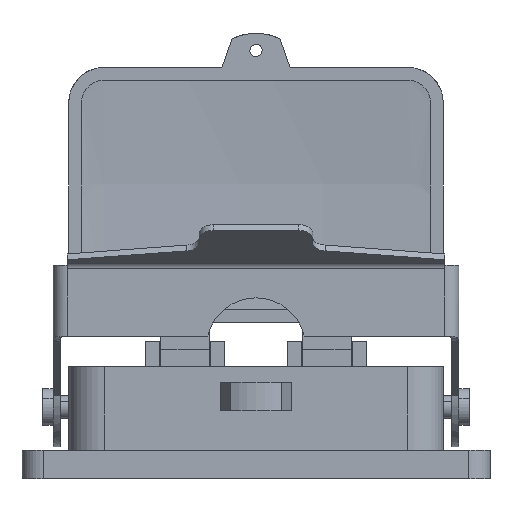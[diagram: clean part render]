
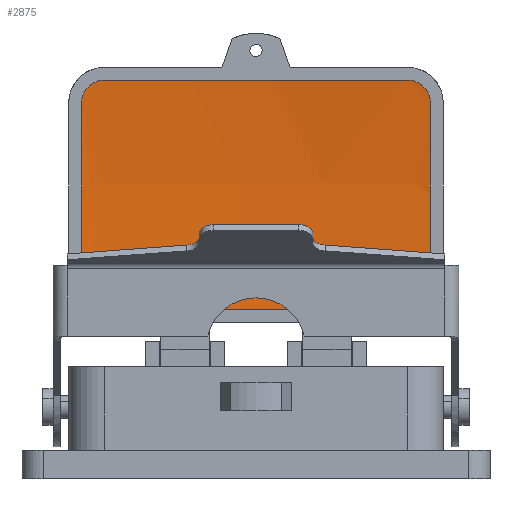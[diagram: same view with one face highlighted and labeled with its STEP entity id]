
A CAD part, left-side view. The second image highlights one B-rep face of the part: STEP entity #2875.
In plain terms, the highlighted face is a revolution surface.
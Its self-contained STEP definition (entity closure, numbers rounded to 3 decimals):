
#2377=CARTESIAN_POINT('Control Point',(133.129,29.,140.5)) ;
#2378=CARTESIAN_POINT('Control Point',(135.269,64.624,140.5)) ;
#2379=CARTESIAN_POINT('Control Point',(135.269,100.376,140.5)) ;
#2380=CARTESIAN_POINT('Control Point',(133.129,136.,140.5)) ;
#2381=CARTESIAN_POINT('Vertex',(133.129,29.,140.5)) ;
#2383=CARTESIAN_POINT('Vertex',(133.129,136.,140.5)) ;
#2412=CARTESIAN_POINT('Vertex',(133.245,144.,132.5)) ;
#2416=CARTESIAN_POINT('Control Point',(133.245,144.,132.5)) ;
#2417=CARTESIAN_POINT('Control Point',(133.068,144.,135.009)) ;
#2418=CARTESIAN_POINT('Control Point',(132.942,143.02,137.523)) ;
#2419=CARTESIAN_POINT('Control Point',(132.904,141.032,139.516)) ;
#2420=CARTESIAN_POINT('Control Point',(132.978,138.513,140.5)) ;
#2421=CARTESIAN_POINT('Control Point',(133.129,136.,140.5)) ;
#2439=CARTESIAN_POINT('Vertex',(133.245,144.,67.5)) ;
#2443=CARTESIAN_POINT('Control Point',(133.245,144.,67.5)) ;
#2444=CARTESIAN_POINT('Control Point',(134.765,144.,89.131)) ;
#2445=CARTESIAN_POINT('Control Point',(134.765,144.,110.869)) ;
#2446=CARTESIAN_POINT('Control Point',(133.245,144.,132.5)) ;
#2461=CARTESIAN_POINT('Control Point',(133.245,144.,67.5)) ;
#2462=CARTESIAN_POINT('Control Point',(133.068,144.,64.991)) ;
#2463=CARTESIAN_POINT('Control Point',(132.942,143.02,62.477)) ;
#2464=CARTESIAN_POINT('Control Point',(132.904,141.032,60.484)) ;
#2465=CARTESIAN_POINT('Control Point',(132.978,138.513,59.5)) ;
#2466=CARTESIAN_POINT('Control Point',(133.129,136.,59.5)) ;
#2467=CARTESIAN_POINT('Vertex',(133.129,136.,59.5)) ;
#2488=CARTESIAN_POINT('Control Point',(133.129,136.,59.5)) ;
#2489=CARTESIAN_POINT('Control Point',(135.269,100.376,59.5)) ;
#2490=CARTESIAN_POINT('Control Point',(135.269,64.624,59.5)) ;
#2491=CARTESIAN_POINT('Control Point',(133.129,29.,59.5)) ;
#2492=CARTESIAN_POINT('Vertex',(133.129,29.,59.5)) ;
#2513=CARTESIAN_POINT('Control Point',(133.129,29.,59.5)) ;
#2514=CARTESIAN_POINT('Control Point',(132.978,26.487,59.5)) ;
#2515=CARTESIAN_POINT('Control Point',(132.904,23.968,60.484)) ;
#2516=CARTESIAN_POINT('Control Point',(132.942,21.98,62.477)) ;
#2517=CARTESIAN_POINT('Control Point',(133.068,21.,64.99)) ;
#2518=CARTESIAN_POINT('Control Point',(133.245,21.,67.5)) ;
#2519=CARTESIAN_POINT('Vertex',(133.245,21.,67.5)) ;
#2543=CARTESIAN_POINT('Vertex',(133.245,21.,132.5)) ;
#2547=CARTESIAN_POINT('Control Point',(133.245,21.,132.5)) ;
#2548=CARTESIAN_POINT('Control Point',(134.765,21.,110.869)) ;
#2549=CARTESIAN_POINT('Control Point',(134.765,21.,89.131)) ;
#2550=CARTESIAN_POINT('Control Point',(133.245,21.,67.5)) ;
#2565=CARTESIAN_POINT('Control Point',(133.245,21.,132.5)) ;
#2566=CARTESIAN_POINT('Control Point',(133.068,21.,135.009)) ;
#2567=CARTESIAN_POINT('Control Point',(132.942,21.98,137.523)) ;
#2568=CARTESIAN_POINT('Control Point',(132.904,23.968,139.516)) ;
#2569=CARTESIAN_POINT('Control Point',(132.978,26.487,140.5)) ;
#2570=CARTESIAN_POINT('Control Point',(133.129,29.,140.5)) ;
#2857=CARTESIAN_POINT('Control Point',(134.359,144.381,100.)) ;
#2858=CARTESIAN_POINT('Control Point',(137.212,103.193,100.)) ;
#2859=CARTESIAN_POINT('Control Point',(137.212,61.807,100.)) ;
#2860=CARTESIAN_POINT('Control Point',(134.359,20.619,100.)) ;
#2861=CARTESIAN_POINT('Axis1P Location',(-329.,72.551,100.)) ;
#2862=DIRECTION('Axis1P Direction',(0.,1.,0.)) ;
#2863=AXIS1_PLACEMENT('Revolution Surface Axis1P',#2861,#2862) ;
#2866=ORIENTED_EDGE('',*,*,#2447,.F.) ;
#2867=ORIENTED_EDGE('',*,*,#2469,.T.) ;
#2868=ORIENTED_EDGE('',*,*,#2494,.T.) ;
#2869=ORIENTED_EDGE('',*,*,#2521,.T.) ;
#2870=ORIENTED_EDGE('',*,*,#2551,.F.) ;
#2871=ORIENTED_EDGE('',*,*,#2571,.T.) ;
#2872=ORIENTED_EDGE('',*,*,#2385,.T.) ;
#2873=ORIENTED_EDGE('',*,*,#2422,.F.) ;
#2875=ADVANCED_FACE('Hauptk\X2\00F6\X0\rper',(#2874),#2864,.T.) ;
#2376=B_SPLINE_CURVE_WITH_KNOTS('',3,(#2377,#2378,#2379,#2380),.UNSPECIFIED.,.F.,.U.,(4,4),(0.,151.793),.UNSPECIFIED.) ;
#2415=B_SPLINE_CURVE_WITH_KNOTS('',5,(#2416,#2417,#2418,#2419,#2420,#2421),.UNSPECIFIED.,.F.,.U.,(6,6),(0.,23.369),.UNSPECIFIED.) ;
#2442=B_SPLINE_CURVE_WITH_KNOTS('',3,(#2443,#2444,#2445,#2446),.UNSPECIFIED.,.F.,.U.,(4,4),(0.,92.398),.UNSPECIFIED.) ;
#2460=B_SPLINE_CURVE_WITH_KNOTS('',5,(#2461,#2462,#2463,#2464,#2465,#2466),.UNSPECIFIED.,.F.,.U.,(6,6),(0.,23.369),.UNSPECIFIED.) ;
#2487=B_SPLINE_CURVE_WITH_KNOTS('',3,(#2488,#2489,#2490,#2491),.UNSPECIFIED.,.F.,.U.,(4,4),(0.,151.793),.UNSPECIFIED.) ;
#2512=B_SPLINE_CURVE_WITH_KNOTS('',5,(#2513,#2514,#2515,#2516,#2517,#2518),.UNSPECIFIED.,.F.,.U.,(6,6),(0.,23.369),.UNSPECIFIED.) ;
#2546=B_SPLINE_CURVE_WITH_KNOTS('',3,(#2547,#2548,#2549,#2550),.UNSPECIFIED.,.F.,.U.,(4,4),(0.,92.398),.UNSPECIFIED.) ;
#2564=B_SPLINE_CURVE_WITH_KNOTS('',5,(#2565,#2566,#2567,#2568,#2569,#2570),.UNSPECIFIED.,.F.,.U.,(6,6),(0.,23.369),.UNSPECIFIED.) ;
#2856=B_SPLINE_CURVE_WITH_KNOTS('',3,(#2857,#2858,#2859,#2860),.UNSPECIFIED.,.F.,.U.,(4,4),(1351.475,1475.958),.UNSPECIFIED.) ;
#2385=EDGE_CURVE('',#2382,#2384,#2376,.T.) ;
#2422=EDGE_CURVE('',#2413,#2384,#2415,.T.) ;
#2447=EDGE_CURVE('',#2440,#2413,#2442,.T.) ;
#2469=EDGE_CURVE('',#2440,#2468,#2460,.T.) ;
#2494=EDGE_CURVE('',#2468,#2493,#2487,.T.) ;
#2521=EDGE_CURVE('',#2493,#2520,#2512,.T.) ;
#2551=EDGE_CURVE('',#2544,#2520,#2546,.T.) ;
#2571=EDGE_CURVE('',#2544,#2382,#2564,.T.) ;
#2865=EDGE_LOOP('',(#2866,#2867,#2868,#2869,#2870,#2871,#2872,#2873)) ;
#2874=FACE_OUTER_BOUND('',#2865,.T.) ;
#2864=SURFACE_OF_REVOLUTION('Surface of Revolution',#2856,#2863) ;
#2382=VERTEX_POINT('',#2381) ;
#2384=VERTEX_POINT('',#2383) ;
#2413=VERTEX_POINT('',#2412) ;
#2440=VERTEX_POINT('',#2439) ;
#2468=VERTEX_POINT('',#2467) ;
#2493=VERTEX_POINT('',#2492) ;
#2520=VERTEX_POINT('',#2519) ;
#2544=VERTEX_POINT('',#2543) ;
